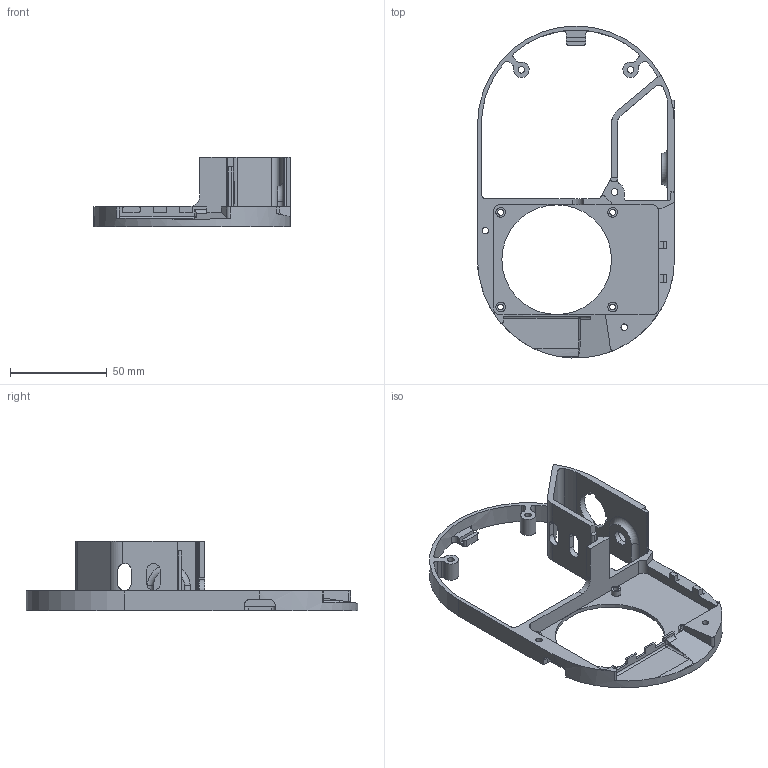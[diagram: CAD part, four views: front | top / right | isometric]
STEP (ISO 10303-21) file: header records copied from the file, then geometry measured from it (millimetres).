
FILE_DESCRIPTION(/* description */ (''),/* implementation_level */ '2;1');
FILE_NAME(/* name */ 'P601.step',/* time_stamp */ '2025-06-25T18:04:11+02:00',/* author */ (''),/* organization */ (''),/* preprocessor_version */ 'ST-DEVELOPER v20.1',/* originating_system */ 'Autodesk Translation Framework v14.10.0.0',/* authorisation */ '');
FILE_SCHEMA (('AUTOMOTIVE_DESIGN { 1 0 10303 214 3 1 1 }'));
Length unit declared in the file: millimetre
Products named in the file (1): FusionComponent
Bounding box: 102 x 171.94 x 36 mm (x, y, z)
Volume: 41696.7 mm3; surface area: 32030 mm2
Topology: 1 solids, 1 shells, 197 faces, 580 edges, 383 vertices
Faces by surface type: plane 107, cylinder 87, torus 2, sphere 1
Full cylindrical faces by diameter (mm): 3 x4, 3.4 x5, 5 x4, 10 x1, 56.8 x1
Entity records: 6755 total; most frequent: CARTESIAN_POINT 1246, ORIENTED_EDGE 1160, DIRECTION 1150, EDGE_CURVE 580, LINE 384, VECTOR 384, VERTEX_POINT 383, AXIS2_PLACEMENT_3D 383
